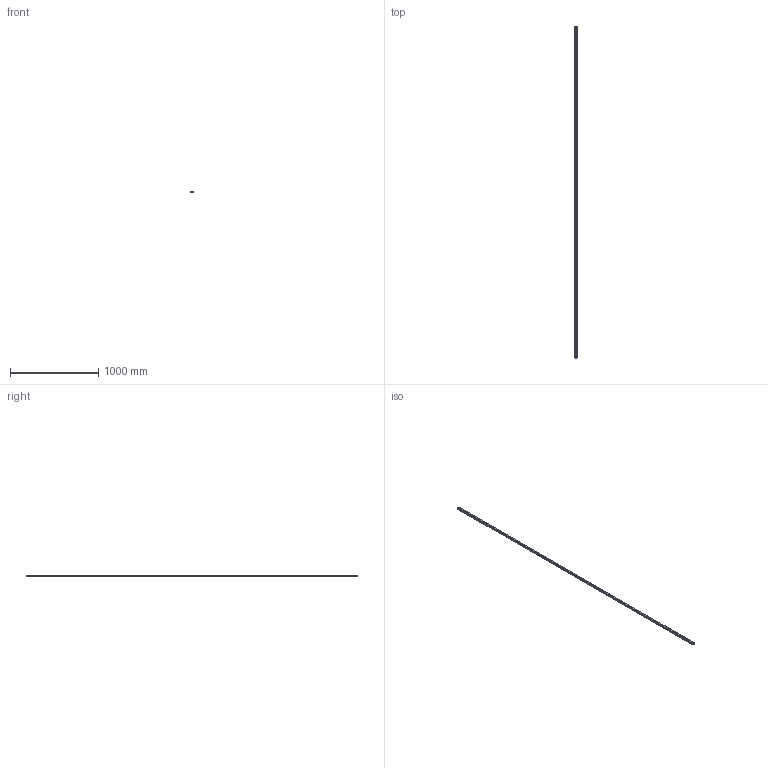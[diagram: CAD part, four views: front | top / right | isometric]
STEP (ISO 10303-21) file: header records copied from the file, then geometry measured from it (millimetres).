
FILE_DESCRIPTION(('STEP AP214'),'1');
FILE_NAME('cctmp_85C5DADE-A295-4213-A379-78E0AD934730_2020_6_9_13_27_36_961..stp','2020-06-09T11:27:37',('HIWIN GmbH'),('CADClick - www.CADClick.com'),'Spatial InterOp 3D',' ','unknown authorization');
FILE_SCHEMA(('AUTOMOTIVE_DESIGN'));
Length unit declared in the file: millimetre
Products named in the file (1): HGR25R3770H_FILE
Bounding box: 23 x 3770 x 22 mm (x, y, z)
Volume: 1567114.9 mm3; surface area: 387144.6 mm2
Topology: 1 solids, 1 shells, 867 faces, 2205 edges, 1470 vertices
Faces by surface type: plane 467, cylinder 400
Entity records: 33843 total; most frequent: DIRECTION 5245, CARTESIAN_POINT 4543, ORIENTED_EDGE 4410, EDGE_CURVE 2205, AXIS2_PLACEMENT_3D 2172, VERTEX_POINT 1470, CIRCLE 1052, EDGE_LOOP 997
